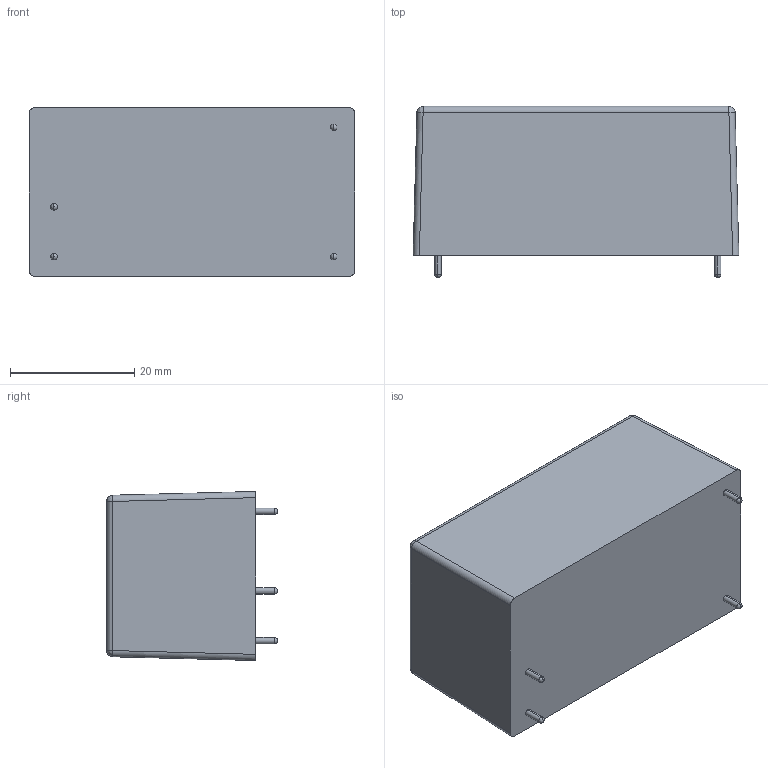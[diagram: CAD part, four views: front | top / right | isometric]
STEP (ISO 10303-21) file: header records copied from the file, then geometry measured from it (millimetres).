
FILE_DESCRIPTION (( 'STEP AP214' ), '1' );
FILE_NAME ('User Library-IRM-20.STEP', '2016-06-27T14:51:25', ( 'Windows User' ), ( '' ), 'SwSTEP 2.0', 'SolidWorks 2016', '' );
FILE_SCHEMA (( 'AUTOMOTIVE_DESIGN' ));
Length unit declared in the file: millimetre
Products named in the file (1): User Library-IRM-20
Bounding box: 52.4 x 27.5 x 27.2 mm (x, y, z)
Surface area: 6451.5 mm2 (no closed solid volume)
Topology: 0 solids, 1 shells, 34 faces, 76 edges, 44 vertices
Faces by surface type: cylinder 16, torus 8, plane 6, bspline 4
Entity records: 1385 total; most frequent: CARTESIAN_POINT 227, DIRECTION 178, ORIENTED_EDGE 144, EDGE_CURVE 76, AXIS2_PLACEMENT_3D 75, CIRCLE 44, VERTEX_POINT 44, EDGE_LOOP 38
